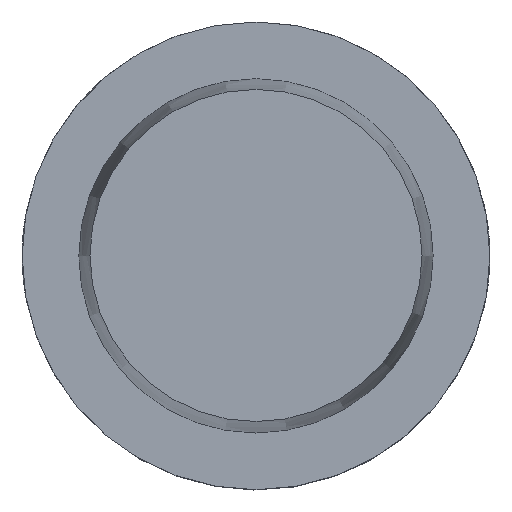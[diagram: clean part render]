
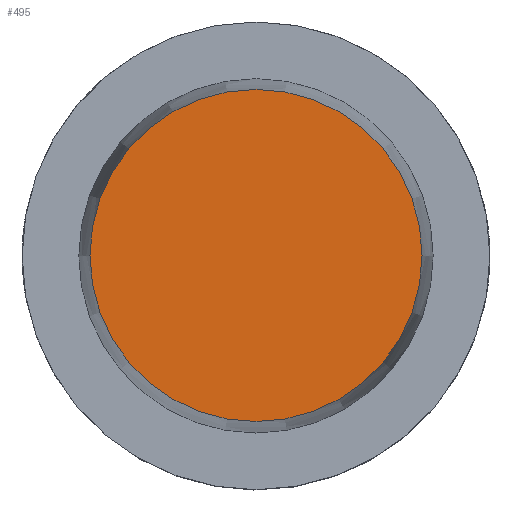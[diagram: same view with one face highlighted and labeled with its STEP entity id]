
A CAD part, top view. The second image highlights one B-rep face of the part: STEP entity #495.
In plain terms, the highlighted planar face has unit normal (0, 0, 1).
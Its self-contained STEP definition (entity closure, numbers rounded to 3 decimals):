
#442=EDGE_CURVE('240[2]',#945,#945,#946,.T.);
#495=ADVANCED_FACE('240[2]',(#1009),#1010,.T.);
#945=VERTEX_POINT('',#1768);
#946=CIRCLE('',#1769,35.5);
#1009=FACE_OUTER_BOUND('',#1904,.T.);
#1010=PLANE('',#1905);
#1768=CARTESIAN_POINT('',(35.5,0.,50.));
#1769=AXIS2_PLACEMENT_3D('',#2453,#2454,#2455);
#1904=EDGE_LOOP('',(#2537));
#1905=AXIS2_PLACEMENT_3D('',#2538,#2539,#2540);
#2453=CARTESIAN_POINT('',(0.,0.,50.));
#2454=DIRECTION('',(0.,0.,-1.0));
#2455=DIRECTION('',(1.0,0.,0.));
#2537=ORIENTED_EDGE('',*,*,#442,.F.);
#2538=CARTESIAN_POINT('',(17.75,0.,50.));
#2539=DIRECTION('',(0.,0.,1.0));
#2540=DIRECTION('',(1.0,0.,0.0));
